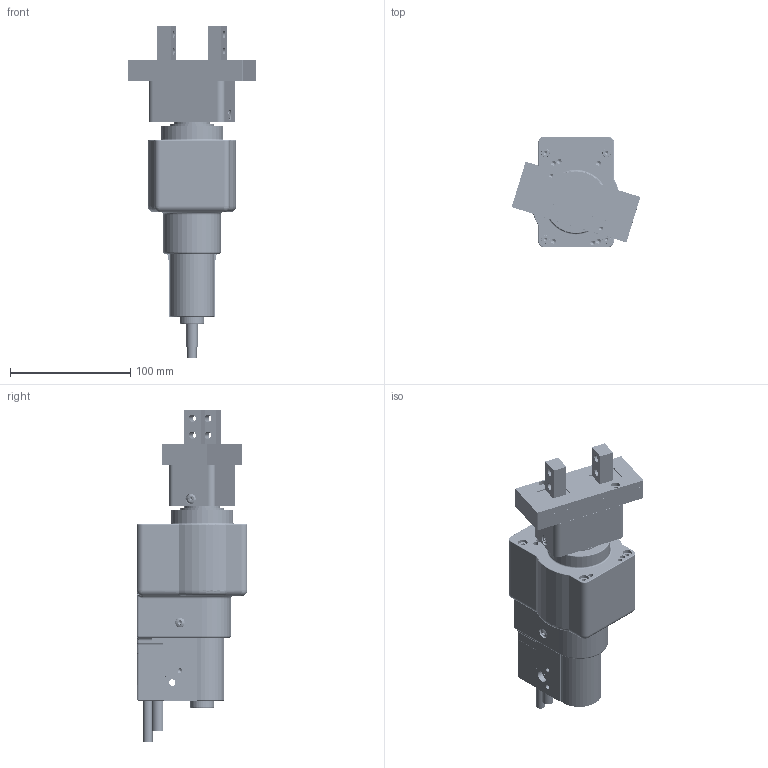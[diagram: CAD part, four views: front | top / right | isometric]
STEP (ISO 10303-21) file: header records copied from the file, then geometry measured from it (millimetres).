
FILE_DESCRIPTION (( 'STEP AP214' ), '1' );
FILE_NAME ('0186-2262_250123_GM51-37Sx60-XP-N_48-22_E70x18-NG_MSxx.STEP', '2025-01-23T08:55:53', ( '' ), ( '' ), 'SwSTEP 2.0', 'SolidWorks 2024', '' );
FILE_SCHEMA (( 'AUTOMOTIVE_DESIGN' ));
Length unit declared in the file: millimetre
Products named in the file (24): 4-Pol Stecker^K05-RS01-E70x18; Litze37SFront; 0230-0265_Lins.-Schr_I-6rd_M4x16_INOX; 0186-2262_250123_GM51-37Sx60-XP-N_48-22_E70x18-NG_MSxx; Kabel_Front; GM51k-37-GBG; 0180-3971_GM51k-37_SDR; GM51k-37-GRM; GM50k-37-FGR; 0230-0344_Lins.-Schr_I-6rd_M4x8_INOX-Tuf; 5-Pol Stecker^K05-RS01-E70x18; GM51k-37-GLM; Kabel_K05; Stator_37Sx60-HP; GM50-37_PL; 0160-3353_Steckergehäuse_Minifit_jr_4pol; GM51-37Sx60-HP-K_36-10-10_RS01-E50x0.8; 0160-1379_Lins.-Schr_I-6rd_M2.5x16_INOX; 0230-1167_Lins.-Schr_I-6rd_M2.5x25_INOX; 0230-1149_Zyl.-Schr._i-6kt_M4x40_INOX; K05-RS01-E70x18; 0180-3959_GM50k-37-Cover; 0160-3355_Steckergehäuse_Pico-SPOX_5pol_Standard F; GM51k-37-GM
Assembly tree (33 placements, depth 4):
  0186-2262_250123_GM51-37Sx60-XP-N_48-22_E70x18-NG_MSxx
    GM51-37Sx60-HP-K_36-10-10_RS01-E50x0.8
      Stator_37Sx60-HP
      GM51k-37-GLM
      GM51k-37-GRM
      0230-0344_Lins.-Schr_I-6rd_M4x8_INOX-Tuf  x2
      0230-1149_Zyl.-Schr._i-6kt_M4x40_INOX  x4
      0160-1379_Lins.-Schr_I-6rd_M2.5x16_INOX  x2
      0230-1167_Lins.-Schr_I-6rd_M2.5x25_INOX  x2
      0180-3971_GM51k-37_SDR
      K05-RS01-E70x18
        0160-3353_Steckergehäuse_Minifit_jr_4pol
        Kabel_K05
        0160-3355_Steckergehäuse_Pico-SPOX_5pol_Standard F
        4-Pol Stecker^K05-RS01-E70x18
        5-Pol Stecker^K05-RS01-E70x18
      Kabel_Front
        0160-3353_Steckergehäuse_Minifit_jr_4pol
        0160-3355_Steckergehäuse_Pico-SPOX_5pol_Standard F
        Litze37SFront
    GM51k-37-GM
      GM51k-37-GBG
      GM50-37_PL
      0230-0265_Lins.-Schr_I-6rd_M4x16_INOX  x2
      0180-3959_GM50k-37-Cover
    GM50k-37-FGR  x2
Bounding box: 106.94 x 92 x 276.55 mm (x, y, z)
Volume: 592872.6 mm3; surface area: 180694.7 mm2
Topology: 46 solids, 53 shells, 3629 faces, 8678 edges, 5217 vertices
Faces by surface type: plane 1678, cone 851, cylinder 827, bspline 203, torus 55, sphere 15
Full cylindrical faces by diameter (mm): 0.5 x20, 0.8 x8, 2 x2, 2.05 x2, 2.4 x4, 2.5 x106, 2.9 x4, 3.1 x66, 3.3 x12, 4 x126, 4.2 x4, 4.3 x2, 4.5 x11, 5 x8, 5.4 x2, 6 x8, 7 x4, 7.5 x2, 8 x9, 9 x4, 9.5 x1, 10 x2, 20 x2, 29.8 x2, 36.4 x1, 52 x1
Entity records: 81899 total; most frequent: CARTESIAN_POINT 24710, DIRECTION 9736, ORIENTED_EDGE 9552, EDGE_CURVE 4814, AXIS2_PLACEMENT_3D 3363, VERTEX_POINT 3262, VECTOR 3010, LINE 3010
